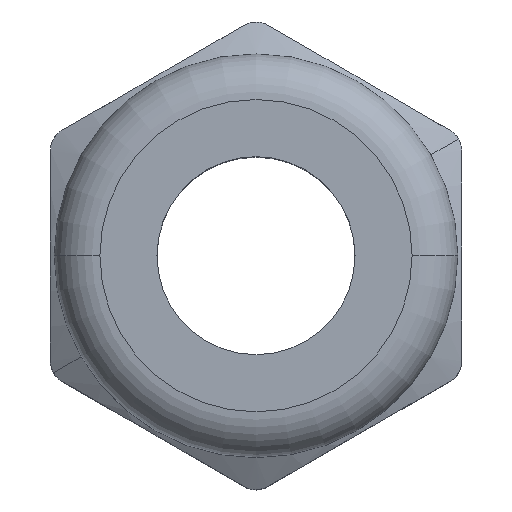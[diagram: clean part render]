
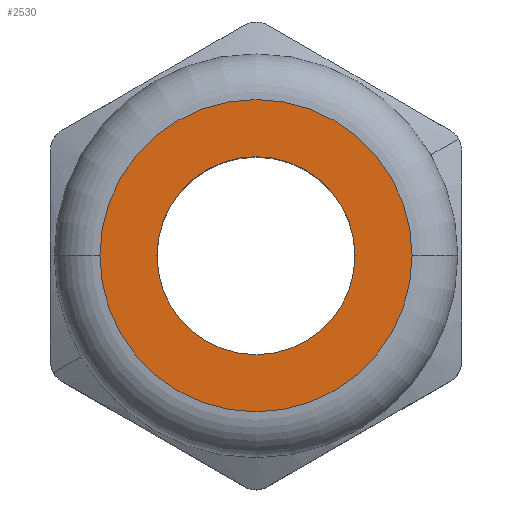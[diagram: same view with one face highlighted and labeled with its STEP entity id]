
A CAD part, top view. The second image highlights one B-rep face of the part: STEP entity #2530.
In plain terms, the highlighted planar face has unit normal (0, 0, 1).
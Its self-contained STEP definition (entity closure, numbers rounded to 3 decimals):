
#1430=CARTESIAN_POINT('',(68.033,55.454,15.5));
#1440=VERTEX_POINT('',#1430);
#1630=CARTESIAN_POINT('',(47.533,55.454,15.5));
#1640=VERTEX_POINT('',#1630);
#1670=CARTESIAN_POINT('',(57.783,55.454,15.5));
#1680=DIRECTION('',(0.,0.,1.));
#1690=DIRECTION('',(1.,0.,0.));
#1700=AXIS2_PLACEMENT_3D('',#1670,#1680,#1690);
#1710=CIRCLE('',#1700,10.25);
#1720=EDGE_CURVE('',#1640,#1440,#1710,.T.);
#2280=CARTESIAN_POINT('',(61.149,64.413,15.5));
#2290=DIRECTION('',(0.,0.,1.));
#2300=DIRECTION('',(1.,0.,0.));
#2310=AXIS2_PLACEMENT_3D('',#2280,#2290,#2300);
#2320=PLANE('',#2310);
#2330=EDGE_CURVE('',#1440,#1640,#1710,.T.);
#2340=ORIENTED_EDGE('',*,*,#2330,.T.);
#2350=ORIENTED_EDGE('',*,*,#1720,.T.);
#2360=EDGE_LOOP('',(#2350,#2340));
#2370=FACE_OUTER_BOUND('',#2360,.T.);
#2380=CARTESIAN_POINT('',(57.783,55.454,15.5));
#2390=DIRECTION('',(0.,0.,1.));
#2400=DIRECTION('',(1.,0.,0.));
#2410=AXIS2_PLACEMENT_3D('',#2380,#2390,#2400);
#2420=CIRCLE('',#2410,6.5);
#2430=CARTESIAN_POINT('',(64.283,55.454,15.5));
#2440=VERTEX_POINT('',#2430);
#2450=CARTESIAN_POINT('',(51.283,55.454,15.5));
#2460=VERTEX_POINT('',#2450);
#2470=EDGE_CURVE('',#2440,#2460,#2420,.T.);
#2480=ORIENTED_EDGE('',*,*,#2470,.F.);
#2490=EDGE_CURVE('',#2460,#2440,#2420,.T.);
#2500=ORIENTED_EDGE('',*,*,#2490,.F.);
#2510=EDGE_LOOP('',(#2500,#2480));
#2520=FACE_BOUND('',#2510,.T.);
#2530=ADVANCED_FACE('',(#2370,#2520),#2320,.T.);
